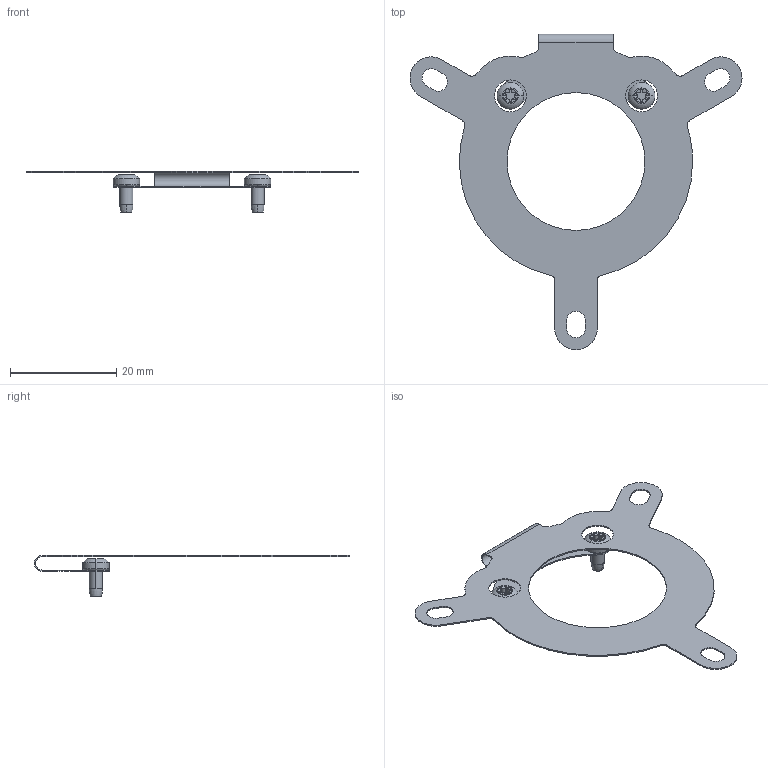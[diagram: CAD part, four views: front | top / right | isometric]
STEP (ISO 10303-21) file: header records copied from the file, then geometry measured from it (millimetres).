
FILE_DESCRIPTION (( 'STEP AP214' ), '1' );
FILE_NAME ('KIT-C50.STEP', '2024-08-21T12:54:13', ( '' ), ( '' ), 'SwSTEP 2.0', 'SolidWorks 2021', '' );
FILE_SCHEMA (( 'AUTOMOTIVE_DESIGN' ));
Length unit declared in the file: inch
Products named in the file (1): KIT-C50
Bounding box: 62.59 x 59.5 x 7.75 mm (x, y, z)
Volume: 491.8 mm3; surface area: 3323.7 mm2
Topology: 3 solids, 3 shells, 144 faces, 400 edges, 266 vertices
Faces by surface type: cylinder 102, plane 26, torus 8, bspline 4, cone 4
Entity records: 5260 total; most frequent: CARTESIAN_POINT 1399, DIRECTION 824, ORIENTED_EDGE 800, EDGE_CURVE 400, AXIS2_PLACEMENT_3D 335, VERTEX_POINT 266, CIRCLE 194, EDGE_LOOP 164
